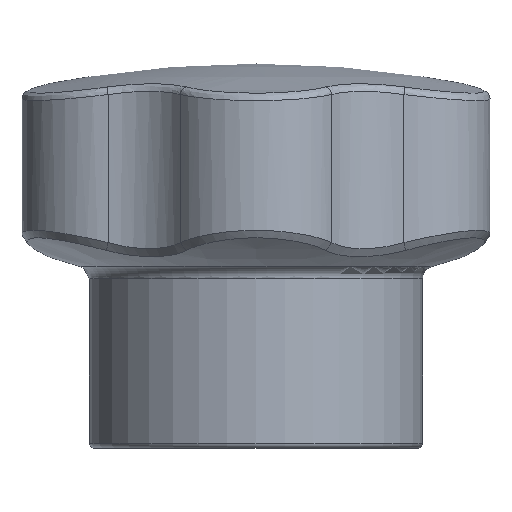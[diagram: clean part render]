
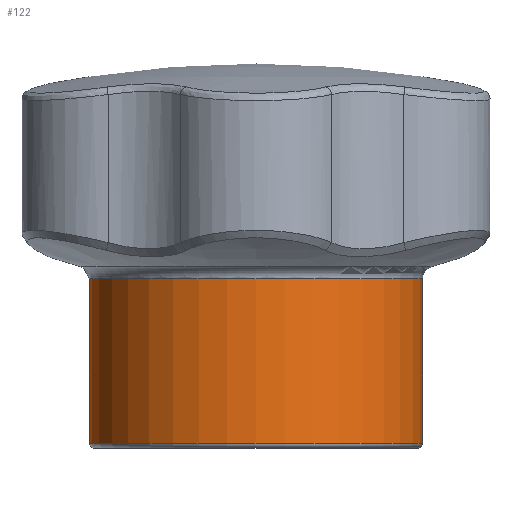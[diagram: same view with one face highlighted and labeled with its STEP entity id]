
A CAD part, front view. The second image highlights one B-rep face of the part: STEP entity #122.
In plain terms, the highlighted cylindrical face has radius 6.5 mm (diameter 13 mm), a full revolution.
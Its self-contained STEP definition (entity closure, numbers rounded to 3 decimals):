
#122 = ADVANCED_FACE( '', ( #268, #269 ), #270, .T. );
#268 = FACE_OUTER_BOUND( '', #1567, .T. );
#269 = FACE_OUTER_BOUND( '', #1568, .T. );
#270 = CYLINDRICAL_SURFACE( '', #1569, 6.5 );
#1567 = EDGE_LOOP( '', ( #2526 ) );
#1568 = EDGE_LOOP( '', ( #2527 ) );
#1569 = AXIS2_PLACEMENT_3D( '', #2528, #2529, #2530 );
#2526 = ORIENTED_EDGE( '', *, *, #2777, .T. );
#2527 = ORIENTED_EDGE( '', *, *, #2778, .T. );
#2528 = CARTESIAN_POINT( '', ( 0., 0., 15. ) );
#2529 = DIRECTION( '', ( 0., 0., -1. ) );
#2530 = DIRECTION( '', ( 1., 0., 0. ) );
#2777 = EDGE_CURVE( '', #2973, #2973, #2974, .F. );
#2778 = EDGE_CURVE( '', #2975, #2975, #2976, .T. );
#2973 = VERTEX_POINT( '', #4297 );
#2974 = CIRCLE( '', #4298, 6.5 );
#2975 = VERTEX_POINT( '', #4299 );
#2976 = CIRCLE( '', #4300, 6.5 );
#4297 = CARTESIAN_POINT( '', ( 6.5, 0., 6.609 ) );
#4298 = AXIS2_PLACEMENT_3D( '', #4878, #4879, #4880 );
#4299 = CARTESIAN_POINT( '', ( 6.5, 0., 0.2 ) );
#4300 = AXIS2_PLACEMENT_3D( '', #4881, #4882, #4883 );
#4878 = CARTESIAN_POINT( '', ( 0., 0., 6.609 ) );
#4879 = DIRECTION( '', ( 0., 0., 1. ) );
#4880 = DIRECTION( '', ( 1., 0., 0. ) );
#4881 = CARTESIAN_POINT( '', ( 0., 0., 0.2 ) );
#4882 = DIRECTION( '', ( 0., 0., 1. ) );
#4883 = DIRECTION( '', ( 1., 0., 0. ) );
